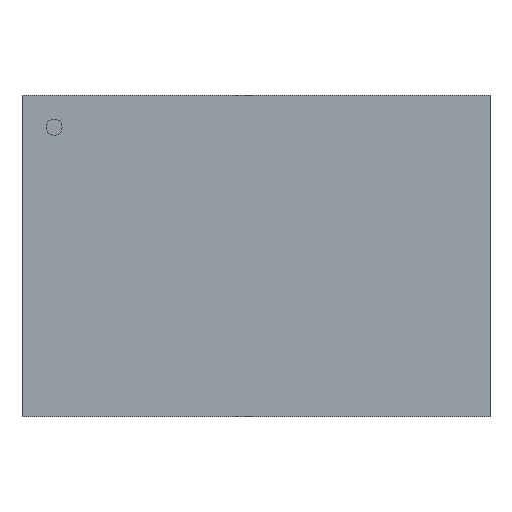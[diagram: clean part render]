
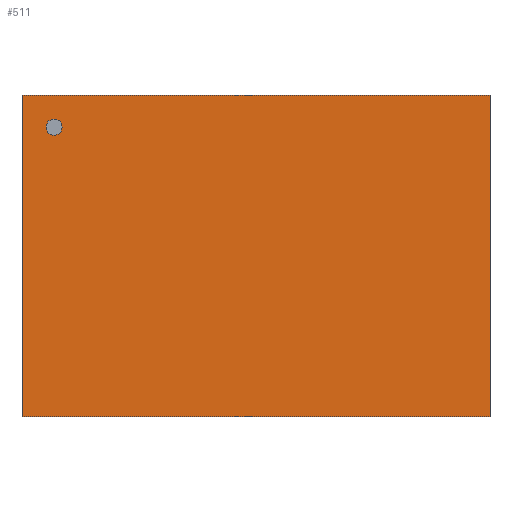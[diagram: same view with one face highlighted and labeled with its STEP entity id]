
A CAD part, top view. The second image highlights one B-rep face of the part: STEP entity #511.
In plain terms, the highlighted planar face has unit normal (0, 0, 1).
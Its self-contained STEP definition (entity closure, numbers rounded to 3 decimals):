
#287=CARTESIAN_POINT('',(1.219,-0.838,0.635));
#286=VERTEX_POINT('',#287);
#297=CARTESIAN_POINT('',(-1.219,-0.838,0.635));
#296=VERTEX_POINT('',#297);
#295=EDGE_CURVE('',#296,#286,#300,.T.);
#300=LINE('',#297,#302);
#302=VECTOR('',#303,2.438);
#303=DIRECTION('',(1.0,0.0,0.0));
#336=CARTESIAN_POINT('',(1.219,0.838,0.635));
#335=VERTEX_POINT('',#336);
#344=EDGE_CURVE('',#286,#335,#349,.T.);
#349=LINE('',#287,#351);
#351=VECTOR('',#352,1.676);
#352=DIRECTION('',(0.0,1.0,0.0));
#385=CARTESIAN_POINT('',(-1.219,0.838,0.635));
#384=VERTEX_POINT('',#385);
#393=EDGE_CURVE('',#335,#384,#398,.T.);
#398=LINE('',#336,#400);
#400=VECTOR('',#401,2.438);
#401=DIRECTION('',(-1.0,0.0,0.0));
#442=EDGE_CURVE('',#384,#296,#447,.T.);
#447=LINE('',#385,#449);
#449=VECTOR('',#450,1.676);
#450=DIRECTION('',(0.0,-1.0,0.0));
#511=ADVANCED_FACE('',(#517),#512,.T.);
#512=PLANE('',#513);
#513=AXIS2_PLACEMENT_3D('',#514,#515,#516);
#514=CARTESIAN_POINT('',(-1.219,-0.838,0.635));
#515=DIRECTION('',(0.0,0.0,1.0));
#516=DIRECTION('',(0.,1.,0.));
#517=FACE_OUTER_BOUND('',#518,.T.);
#518=EDGE_LOOP('',(#519,#529,#539,#549));
#519=ORIENTED_EDGE('',*,*,#295,.T.);
#529=ORIENTED_EDGE('',*,*,#344,.T.);
#539=ORIENTED_EDGE('',*,*,#393,.T.);
#549=ORIENTED_EDGE('',*,*,#442,.T.);
